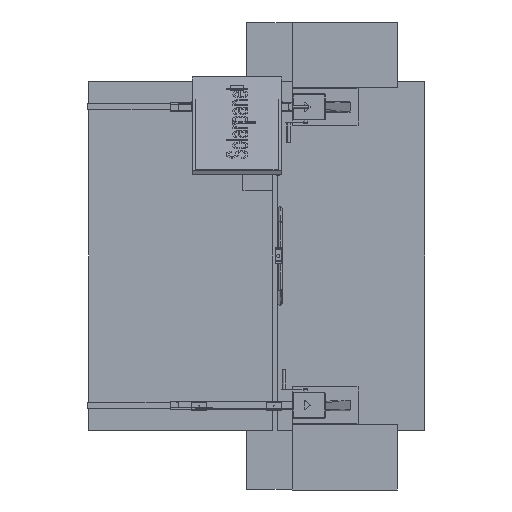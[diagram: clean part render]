
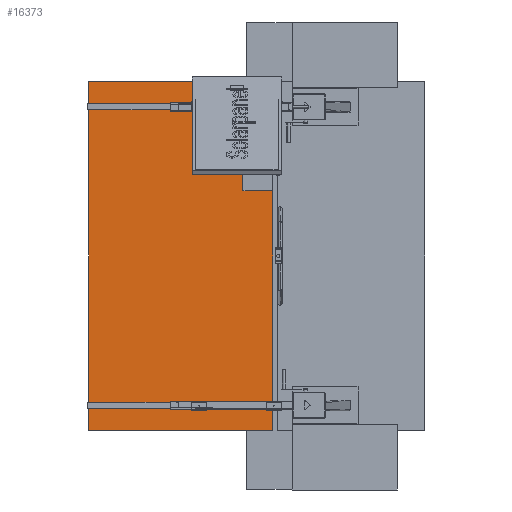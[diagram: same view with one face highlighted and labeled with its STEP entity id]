
A CAD part, front view. The second image highlights one B-rep face of the part: STEP entity #16373.
In plain terms, the highlighted planar face has unit normal (0, -1, 0).
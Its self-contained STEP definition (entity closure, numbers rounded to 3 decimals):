
#14814=DIRECTION('',(0.,0.,1.));
#14815=VECTOR('',#14814,2654.);
#14816=CARTESIAN_POINT('',(-150.,1004.832,-1427.56));
#14817=LINE('',#14816,#14815);
#14858=DIRECTION('',(-1.,0.,0.));
#14859=VECTOR('',#14858,200.);
#14860=CARTESIAN_POINT('',(-150.,1004.832,-1427.56));
#14861=LINE('',#14860,#14859);
#14862=DIRECTION('',(-1.,0.,0.));
#14863=VECTOR('',#14862,1200.);
#14864=CARTESIAN_POINT('',(-350.,1004.832,-1427.56));
#14865=LINE('',#14864,#14863);
#14866=DIRECTION('',(-1.,0.,0.));
#14867=VECTOR('',#14866,200.);
#14868=CARTESIAN_POINT('',(-150.,1004.832,1226.44));
#14869=LINE('',#14868,#14867);
#14966=DIRECTION('',(-1.,0.,0.));
#14967=VECTOR('',#14966,1200.);
#14968=CARTESIAN_POINT('',(-350.,1004.832,1226.44));
#14969=LINE('',#14968,#14967);
#15030=DIRECTION('',(0.,0.,1.));
#15031=VECTOR('',#15030,2654.);
#15032=CARTESIAN_POINT('',(-1550.,1004.832,-1427.56));
#15033=LINE('',#15032,#15031);
#15292=CARTESIAN_POINT('',(-1550.,1004.832,-1427.56));
#15293=VERTEX_POINT('',#15292);
#15294=CARTESIAN_POINT('',(-1550.,1004.832,1226.44));
#15295=VERTEX_POINT('',#15294);
#15348=CARTESIAN_POINT('',(-350.,1004.832,1226.44));
#15349=VERTEX_POINT('',#15348);
#15354=CARTESIAN_POINT('',(-350.,1004.832,-1427.56));
#15355=VERTEX_POINT('',#15354);
#15357=CARTESIAN_POINT('',(-150.,1004.832,-1427.56));
#15359=VERTEX_POINT('',#15357);
#15361=CARTESIAN_POINT('',(-150.,1004.832,1226.44));
#15363=VERTEX_POINT('',#15361);
#16355=CARTESIAN_POINT('',(-150.,1004.832,-1427.56));
#16356=DIRECTION('',(0.,-1.,0.));
#16357=DIRECTION('',(0.,0.,1.));
#16358=AXIS2_PLACEMENT_3D('',#16355,#16356,#16357);
#16359=PLANE('',#16358);
#16361=ORIENTED_EDGE('',*,*,#16360,.T.);
#16363=ORIENTED_EDGE('',*,*,#16362,.T.);
#16365=ORIENTED_EDGE('',*,*,#16364,.T.);
#16367=ORIENTED_EDGE('',*,*,#16366,.F.);
#16369=ORIENTED_EDGE('',*,*,#16368,.F.);
#16370=ORIENTED_EDGE('',*,*,#16267,.F.);
#16371=EDGE_LOOP('',(#16361,#16363,#16365,#16367,#16369,#16370));
#16372=FACE_OUTER_BOUND('',#16371,.F.);
#16373=ADVANCED_FACE('',(#16372),#16359,.T.);
#16267=EDGE_CURVE('',#15359,#15363,#14817,.T.);
#16360=EDGE_CURVE('',#15359,#15355,#14861,.T.);
#16362=EDGE_CURVE('',#15355,#15293,#14865,.T.);
#16364=EDGE_CURVE('',#15293,#15295,#15033,.T.);
#16366=EDGE_CURVE('',#15349,#15295,#14969,.T.);
#16368=EDGE_CURVE('',#15363,#15349,#14869,.T.);
